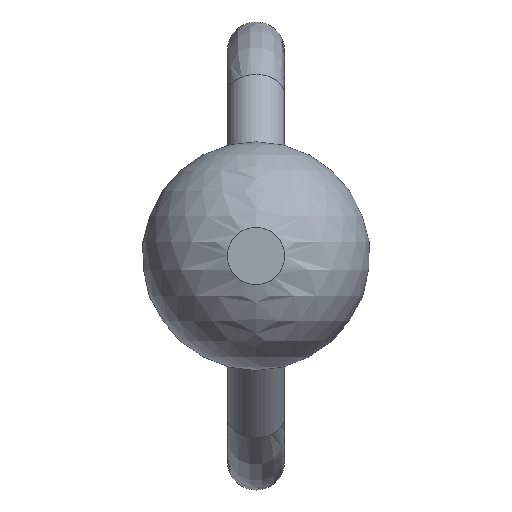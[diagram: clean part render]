
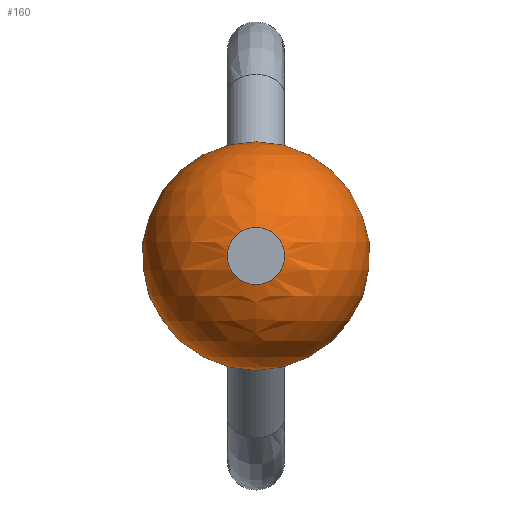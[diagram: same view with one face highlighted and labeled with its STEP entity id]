
A CAD part, left-side view. The second image highlights one B-rep face of the part: STEP entity #160.
In plain terms, the highlighted spherical face has radius 10 mm.
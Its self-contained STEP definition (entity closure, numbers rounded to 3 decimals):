
#15=FACE_BOUND('',#47,.T.);
#16=FACE_BOUND('',#48,.T.);
#17=SPHERICAL_SURFACE('',#194,10.);
#35=FACE_OUTER_BOUND('',#46,.T.);
#46=EDGE_LOOP('',(#137,#138,#139,#140,#141,#142));
#47=EDGE_LOOP('',(#143));
#48=EDGE_LOOP('',(#144));
#60=CIRCLE('',#177,2.5);
#61=CIRCLE('',#178,2.5);
#65=CIRCLE('',#186,2.5);
#69=CIRCLE('',#193,2.5);
#70=CIRCLE('',#195,10.);
#71=CIRCLE('',#196,10.);
#73=VERTEX_POINT('',#252);
#74=VERTEX_POINT('',#254);
#78=VERTEX_POINT('',#334);
#82=VERTEX_POINT('',#413);
#83=VERTEX_POINT('',#417);
#84=VERTEX_POINT('',#419);
#87=EDGE_CURVE('',#74,#73,#60,.T.);
#88=EDGE_CURVE('',#73,#74,#61,.T.);
#95=EDGE_CURVE('',#78,#78,#65,.T.);
#102=EDGE_CURVE('',#82,#82,#69,.T.);
#103=EDGE_CURVE('',#74,#83,#70,.T.);
#104=EDGE_CURVE('',#84,#73,#71,.T.);
#137=ORIENTED_EDGE('',*,*,#88,.T.);
#138=ORIENTED_EDGE('',*,*,#103,.T.);
#139=ORIENTED_EDGE('',*,*,#103,.F.);
#140=ORIENTED_EDGE('',*,*,#87,.T.);
#141=ORIENTED_EDGE('',*,*,#104,.F.);
#142=ORIENTED_EDGE('',*,*,#104,.T.);
#143=ORIENTED_EDGE('',*,*,#95,.T.);
#144=ORIENTED_EDGE('',*,*,#102,.T.);
#160=ADVANCED_FACE('',(#35,#15,#16),#17,.T.);
#177=AXIS2_PLACEMENT_3D('',#255,#204,#205);
#178=AXIS2_PLACEMENT_3D('',#256,#206,#207);
#186=AXIS2_PLACEMENT_3D('',#336,#224,#225);
#193=AXIS2_PLACEMENT_3D('',#415,#240,#241);
#194=AXIS2_PLACEMENT_3D('',#416,#242,#243);
#195=AXIS2_PLACEMENT_3D('',#418,#244,#245);
#196=AXIS2_PLACEMENT_3D('',#420,#246,#247);
#204=DIRECTION('center_axis',(1.,0.,0.));
#205=DIRECTION('ref_axis',(0.,0.,-1.));
#206=DIRECTION('center_axis',(1.,0.,0.));
#207=DIRECTION('ref_axis',(0.,0.,-1.));
#224=DIRECTION('center_axis',(-0.707,0.,
-0.707));
#225=DIRECTION('ref_axis',(0.,-1.,0.));
#240=DIRECTION('center_axis',(-0.707,0.,0.707));
#241=DIRECTION('ref_axis',(0.,1.,0.));
#242=DIRECTION('center_axis',(0.,0.,1.));
#243=DIRECTION('ref_axis',(1.,0.,0.));
#244=DIRECTION('center_axis',(0.,-1.,0.));
#245=DIRECTION('ref_axis',(-1.,0.,0.));
#246=DIRECTION('center_axis',(0.,-1.,0.));
#247=DIRECTION('ref_axis',(-1.,0.,0.));
#252=CARTESIAN_POINT('',(-9.682,0.,2.5));
#254=CARTESIAN_POINT('',(-9.682,0.,-2.5));
#255=CARTESIAN_POINT('Origin',(-9.682,0.,0.));
#256=CARTESIAN_POINT('Origin',(-9.682,0.,0.));
#334=CARTESIAN_POINT('',(6.847,2.5,6.847));
#336=CARTESIAN_POINT('Origin',(6.847,0.,6.847));
#413=CARTESIAN_POINT('',(6.847,-2.5,-6.847));
#415=CARTESIAN_POINT('Origin',(6.847,0.,-6.847));
#416=CARTESIAN_POINT('Origin',(0.,0.,0.));
#417=CARTESIAN_POINT('',(0.,0.,-10.));
#418=CARTESIAN_POINT('Origin',(0.,0.,0.));
#419=CARTESIAN_POINT('',(0.,0.,10.));
#420=CARTESIAN_POINT('Origin',(0.,0.,0.));
